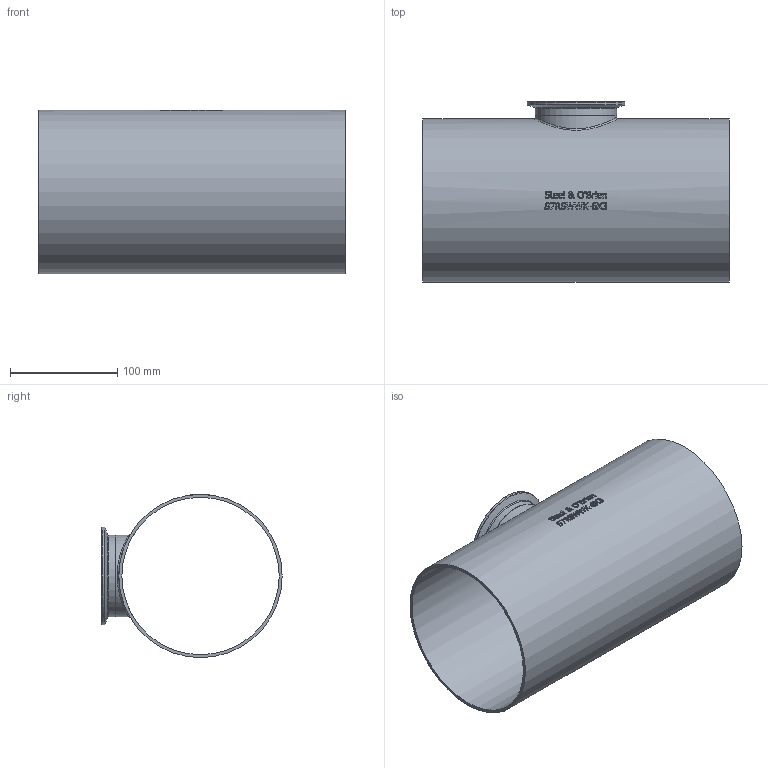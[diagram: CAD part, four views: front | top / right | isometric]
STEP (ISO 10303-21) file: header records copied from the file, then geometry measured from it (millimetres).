
FILE_DESCRIPTION(/* description */ (''),/* implementation_level */ '2;1');
FILE_NAME(/* name */ 'S7RSWWK-6X3.stp',/* time_stamp */ '2018-11-29T11:28:14-05:00',/* author */ ('ken'),/* organization */ (''),/* preprocessor_version */ 'ST-DEVELOPER v15.2',/* originating_system */ 'Autodesk Inventor 2014',/* authorisation */ '');
FILE_SCHEMA (('AUTOMOTIVE_DESIGN { 1 0 10303 214 3 1 1 }'));
Length unit declared in the file: inch
Products named in the file (1): S7RSWWK-6X3
Bounding box: 285.75 x 168.28 x 152.4 mm (x, y, z)
Volume: 374505.4 mm3; surface area: 276819.1 mm2
Topology: 1 solids, 1 shells, 427 faces, 1150 edges, 763 vertices
Faces by surface type: bspline 197, plane 176, cylinder 42, torus 9, cone 3
Full cylindrical faces by diameter (mm): 72.898 x2, 76.2 x2, 90.907 x1, 146.863 x1, 152.4 x1
Entity records: 16966 total; most frequent: CARTESIAN_POINT 7426, ORIENTED_EDGE 2252, DIRECTION 1404, EDGE_CURVE 1126, VERTEX_POINT 759, LINE 520, VECTOR 520, EDGE_LOOP 489
